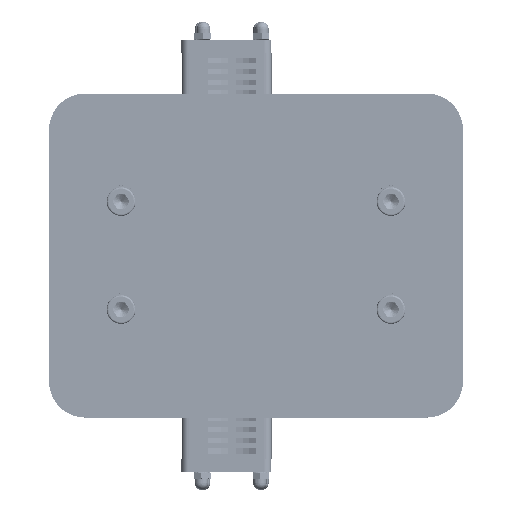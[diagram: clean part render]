
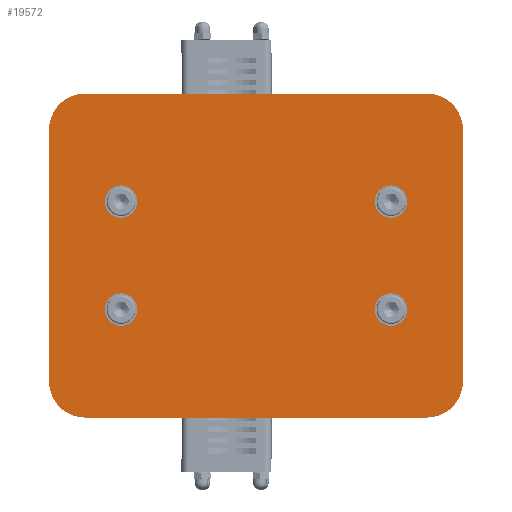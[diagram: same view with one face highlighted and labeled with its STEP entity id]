
A CAD part, top view. The second image highlights one B-rep face of the part: STEP entity #19572.
In plain terms, the highlighted face is planar.
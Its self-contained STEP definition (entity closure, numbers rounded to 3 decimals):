
#1672=LINE('',#29074,#2332);
#1675=LINE('',#29082,#2335);
#1676=LINE('',#29086,#2336);
#1680=LINE('',#29095,#2340);
#2332=VECTOR('',#23457,10.);
#2335=VECTOR('',#23466,10.);
#2336=VECTOR('',#23471,10.);
#2340=VECTOR('',#23481,10.);
#3576=PLANE('',#20911);
#4021=FACE_BOUND('',#5955,.T.);
#4022=FACE_BOUND('',#5956,.T.);
#4023=FACE_BOUND('',#5957,.T.);
#4024=FACE_BOUND('',#5958,.T.);
#4660=FACE_OUTER_BOUND('',#5954,.T.);
#5954=EDGE_LOOP('',(#13691,#13692,#13693,#13694,#13695,#13696,#13697,#13698));
#5955=EDGE_LOOP('',(#13699));
#5956=EDGE_LOOP('',(#13700));
#5957=EDGE_LOOP('',(#13701));
#5958=EDGE_LOOP('',(#13702));
#7734=CIRCLE('',#20850,9.);
#7738=CIRCLE('',#20857,9.);
#7742=CIRCLE('',#20864,9.);
#7746=CIRCLE('',#20871,9.);
#7764=CIRCLE('',#20899,20.);
#7765=CIRCLE('',#20902,20.);
#7766=CIRCLE('',#20907,20.);
#7767=CIRCLE('',#20910,20.);
#8838=VERTEX_POINT('',#28979);
#8842=VERTEX_POINT('',#28990);
#8846=VERTEX_POINT('',#29001);
#8850=VERTEX_POINT('',#29012);
#8868=VERTEX_POINT('',#29066);
#8869=VERTEX_POINT('',#29068);
#8870=VERTEX_POINT('',#29072);
#8871=VERTEX_POINT('',#29076);
#8872=VERTEX_POINT('',#29080);
#8873=VERTEX_POINT('',#29085);
#8874=VERTEX_POINT('',#29089);
#8875=VERTEX_POINT('',#29093);
#10783=EDGE_CURVE('',#8838,#8838,#7734,.T.);
#10787=EDGE_CURVE('',#8842,#8842,#7738,.T.);
#10791=EDGE_CURVE('',#8846,#8846,#7742,.T.);
#10795=EDGE_CURVE('',#8850,#8850,#7746,.T.);
#10822=EDGE_CURVE('',#8868,#8869,#7764,.T.);
#10825=EDGE_CURVE('',#8868,#8870,#1672,.T.);
#10827=EDGE_CURVE('',#8871,#8870,#7765,.T.);
#10829=EDGE_CURVE('',#8871,#8872,#1675,.T.);
#10830=EDGE_CURVE('',#8873,#8869,#1676,.T.);
#10833=EDGE_CURVE('',#8874,#8872,#7766,.T.);
#10835=EDGE_CURVE('',#8874,#8875,#1680,.T.);
#10836=EDGE_CURVE('',#8873,#8875,#7767,.T.);
#13691=ORIENTED_EDGE('',*,*,#10836,.F.);
#13692=ORIENTED_EDGE('',*,*,#10830,.T.);
#13693=ORIENTED_EDGE('',*,*,#10822,.F.);
#13694=ORIENTED_EDGE('',*,*,#10825,.T.);
#13695=ORIENTED_EDGE('',*,*,#10827,.F.);
#13696=ORIENTED_EDGE('',*,*,#10829,.T.);
#13697=ORIENTED_EDGE('',*,*,#10833,.F.);
#13698=ORIENTED_EDGE('',*,*,#10835,.T.);
#13699=ORIENTED_EDGE('',*,*,#10783,.T.);
#13700=ORIENTED_EDGE('',*,*,#10787,.T.);
#13701=ORIENTED_EDGE('',*,*,#10791,.T.);
#13702=ORIENTED_EDGE('',*,*,#10795,.T.);
#19572=ADVANCED_FACE('',(#4660,#4021,#4022,#4023,#4024),#3576,.F.);
#20850=AXIS2_PLACEMENT_3D('',#28980,#23344,#23345);
#20857=AXIS2_PLACEMENT_3D('',#28991,#23358,#23359);
#20864=AXIS2_PLACEMENT_3D('',#29002,#23372,#23373);
#20871=AXIS2_PLACEMENT_3D('',#29013,#23386,#23387);
#20899=AXIS2_PLACEMENT_3D('',#29069,#23451,#23452);
#20902=AXIS2_PLACEMENT_3D('',#29078,#23461,#23462);
#20907=AXIS2_PLACEMENT_3D('',#29091,#23476,#23477);
#20910=AXIS2_PLACEMENT_3D('',#29097,#23484,#23485);
#20911=AXIS2_PLACEMENT_3D('',#29098,#23486,#23487);
#23344=DIRECTION('center_axis',(0.,1.,0.));
#23345=DIRECTION('ref_axis',(0.,0.,-1.));
#23358=DIRECTION('center_axis',(0.,1.,0.));
#23359=DIRECTION('ref_axis',(0.,0.,-1.));
#23372=DIRECTION('center_axis',(0.,1.,0.));
#23373=DIRECTION('ref_axis',(0.,0.,-1.));
#23386=DIRECTION('center_axis',(0.,1.,0.));
#23387=DIRECTION('ref_axis',(0.,0.,-1.));
#23451=DIRECTION('center_axis',(0.,1.,0.));
#23452=DIRECTION('ref_axis',(1.,0.,0.));
#23457=DIRECTION('',(0.,0.,1.));
#23461=DIRECTION('center_axis',(0.,1.,0.));
#23462=DIRECTION('ref_axis',(0.,0.,1.));
#23466=DIRECTION('',(-1.,0.,0.));
#23471=DIRECTION('',(1.,0.,0.));
#23476=DIRECTION('center_axis',(0.,1.,0.));
#23477=DIRECTION('ref_axis',(-1.,0.,0.));
#23481=DIRECTION('',(0.,0.,-1.));
#23484=DIRECTION('center_axis',(0.,1.,0.));
#23485=DIRECTION('ref_axis',(0.,0.,-1.));
#23486=DIRECTION('center_axis',(0.,1.,0.));
#23487=DIRECTION('ref_axis',(1.,0.,0.));
#28979=CARTESIAN_POINT('',(75.,0.,-39.));
#28980=CARTESIAN_POINT('Origin',(75.,0.,-30.));
#28990=CARTESIAN_POINT('',(-75.,0.,21.));
#28991=CARTESIAN_POINT('Origin',(-75.,0.,30.));
#29001=CARTESIAN_POINT('',(-75.,0.,-39.));
#29002=CARTESIAN_POINT('Origin',(-75.,0.,-30.));
#29012=CARTESIAN_POINT('',(75.,0.,21.));
#29013=CARTESIAN_POINT('Origin',(75.,0.,30.));
#29066=CARTESIAN_POINT('',(115.,0.,-70.));
#29068=CARTESIAN_POINT('',(95.,0.,-90.));
#29069=CARTESIAN_POINT('Origin',(95.,0.,-70.));
#29072=CARTESIAN_POINT('',(115.,0.,70.));
#29074=CARTESIAN_POINT('',(115.,0.,-70.));
#29076=CARTESIAN_POINT('',(95.,0.,90.));
#29078=CARTESIAN_POINT('Origin',(95.,0.,70.));
#29080=CARTESIAN_POINT('',(-95.,0.,90.));
#29082=CARTESIAN_POINT('',(95.,0.,90.));
#29085=CARTESIAN_POINT('',(-95.,0.,-90.));
#29086=CARTESIAN_POINT('',(-95.,0.,-90.));
#29089=CARTESIAN_POINT('',(-115.,0.,70.));
#29091=CARTESIAN_POINT('Origin',(-95.,0.,70.));
#29093=CARTESIAN_POINT('',(-115.,0.,-70.));
#29095=CARTESIAN_POINT('',(-115.,0.,70.));
#29097=CARTESIAN_POINT('Origin',(-95.,0.,-70.));
#29098=CARTESIAN_POINT('Origin',(0.,0.,0.));
